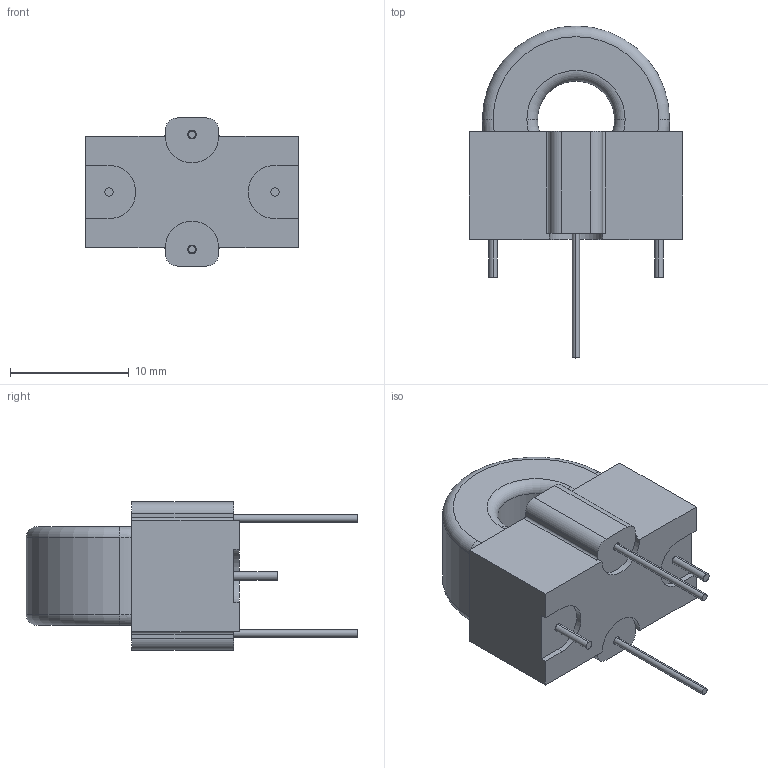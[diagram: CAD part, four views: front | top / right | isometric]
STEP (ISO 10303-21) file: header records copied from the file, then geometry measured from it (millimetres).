
FILE_DESCRIPTION (( 'STEP AP214' ), '1' );
FILE_NAME ('SN8S-300JB.STEP', '2019-01-29T07:33:52', ( '' ), ( '' ), 'SwSTEP 2.0', 'SolidWorks 2018', '' );
FILE_SCHEMA (( 'AUTOMOTIVE_DESIGN' ));
Length unit declared in the file: millimetre
Products named in the file (1): SN8S-300JB
Bounding box: 18 x 28 x 12.5 mm (x, y, z)
Volume: 2266.7 mm3; surface area: 2047.2 mm2
Topology: 1 solids, 1 shells, 153 faces, 425 edges, 276 vertices
Faces by surface type: plane 94, cylinder 47, torus 12
Entity records: 6834 total; most frequent: CARTESIAN_POINT 1136, ORIENTED_EDGE 850, DIRECTION 811, EDGE_CURVE 425, VECTOR 289, LINE 289, VERTEX_POINT 276, AXIS2_PLACEMENT_3D 261
